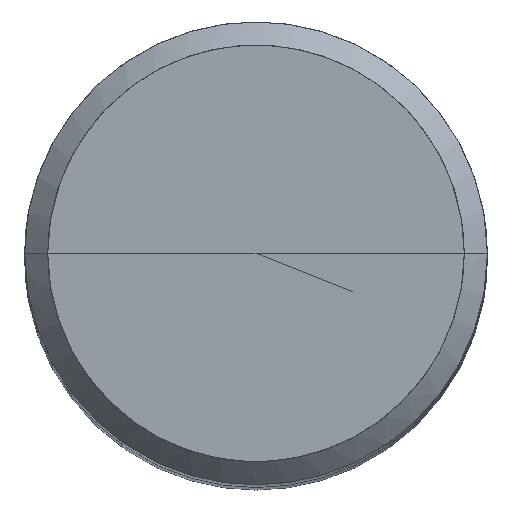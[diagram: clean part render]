
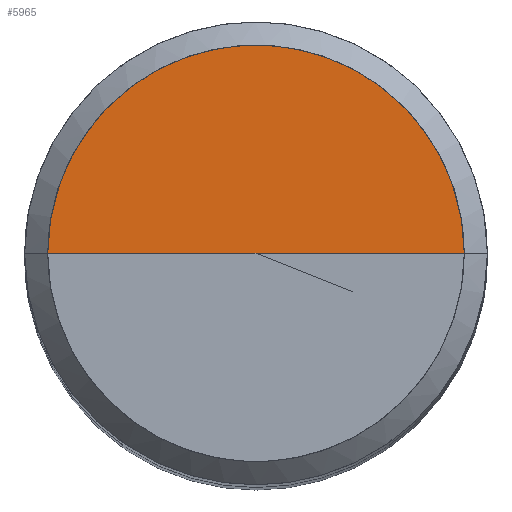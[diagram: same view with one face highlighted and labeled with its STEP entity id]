
A CAD part, top view. The second image highlights one B-rep face of the part: STEP entity #5965.
In plain terms, the highlighted free-form (B-spline) face has degree [1, 2] with [2, 5] control points.
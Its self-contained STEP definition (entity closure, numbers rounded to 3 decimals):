
#5700=CARTESIAN_POINT('',(9.0,0.0,60.0));
#5701=CARTESIAN_POINT('',(9.0,9.0,60.0));
#5702=CARTESIAN_POINT('',(0.0,9.0,60.0));
#5703=CARTESIAN_POINT('',(-9.0,9.0,60.0));
#5704=CARTESIAN_POINT('',(-9.0,0.0,60.0));
#5705=CARTESIAN_POINT('',(0.0,0.0,60.0));
#5950=(
BOUNDED_SURFACE()
B_SPLINE_SURFACE(1,2,(
(#5700,#5701,#5702,#5703,#5704),
(#5705,#5705,#5705,#5705,#5705)
), .UNSPECIFIED.,.F.,.F.,.F.)
B_SPLINE_SURFACE_WITH_KNOTS((2,2),(3,2,3),(
0.0,1.0),(
0.0,0.5,1.0), .UNSPECIFIED.)
GEOMETRIC_REPRESENTATION_ITEM()
RATIONAL_B_SPLINE_SURFACE(((1.0,0.707,1.0,0.707,1.0),
(1.0,0.707,1.0,0.707,1.0)
))
REPRESENTATION_ITEM('')
SURFACE()
);
#5951=(
BOUNDED_CURVE()
B_SPLINE_CURVE(2,(#5704,#5703,#5702,#5701,#5700),.UNSPECIFIED.,.F.,.F.)
B_SPLINE_CURVE_WITH_KNOTS((3,2,3),
(0.0,0.5,1.0),.UNSPECIFIED.)
CURVE()
GEOMETRIC_REPRESENTATION_ITEM()
RATIONAL_B_SPLINE_CURVE((1.0,0.707,1.0,0.707,1.0))
REPRESENTATION_ITEM('')
);
#5952=(
BOUNDED_CURVE()
B_SPLINE_CURVE(1,(#5700,#5705),.UNSPECIFIED.,.F.,.F.)
B_SPLINE_CURVE_WITH_KNOTS((2,2),
(0.0,1.0),.UNSPECIFIED.)
CURVE()
GEOMETRIC_REPRESENTATION_ITEM()
RATIONAL_B_SPLINE_CURVE((1.0,1.0))
REPRESENTATION_ITEM('')
);
#5953=(
BOUNDED_CURVE()
B_SPLINE_CURVE(1,(#5705,#5704),.UNSPECIFIED.,.F.,.F.)
B_SPLINE_CURVE_WITH_KNOTS((2,2),
(0.0,1.0),.UNSPECIFIED.)
CURVE()
GEOMETRIC_REPRESENTATION_ITEM()
RATIONAL_B_SPLINE_CURVE((1.0,1.0))
REPRESENTATION_ITEM('')
);
#5954=VERTEX_POINT('',#5700);
#5955=VERTEX_POINT('',#5704);
#5956=VERTEX_POINT('',#5705);
#5957=EDGE_CURVE('',#5955,#5954,#5951,.T.);
#5958=EDGE_CURVE('',#5954,#5956,#5952,.T.);
#5959=EDGE_CURVE('',#5956,#5955,#5953,.T.);
#5960=ORIENTED_EDGE('',*,*,#5957,.T.);
#5961=ORIENTED_EDGE('',*,*,#5958,.T.);
#5962=ORIENTED_EDGE('',*,*,#5959,.T.);
#5963=EDGE_LOOP('',(#5960,#5961,#5962));
#5964=FACE_OUTER_BOUND('',#5963,.T.);
#5965=ADVANCED_FACE('',(#5964),#5950,.T.);
